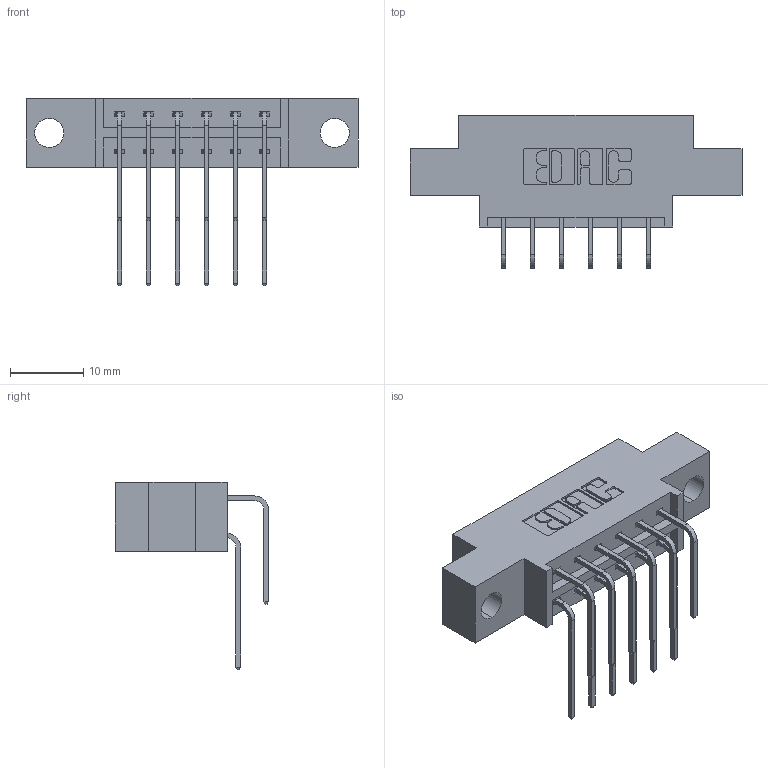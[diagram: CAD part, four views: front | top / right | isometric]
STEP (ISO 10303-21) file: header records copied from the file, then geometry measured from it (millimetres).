
FILE_DESCRIPTION (( 'STEP AP203' ), '1' );
FILE_NAME ('833-012-559-804.STEP', '2020-05-30T23:12:41', ( '' ), ( '' ), 'SwSTEP 2.0', 'SolidWorks 2020', '' );
FILE_SCHEMA (( 'CONFIG_CONTROL_DESIGN' ));
Length unit declared in the file: inch
Products named in the file (4): 345-292-001_559 Tail - 2; 833-012-559-804; 833 Part_Offset - .156 Dia - TH; 345-292-001_558 559 Tail - 1
Assembly tree (13 placements, depth 2):
  833-012-559-804
    833 Part_Offset - .156 Dia - TH
    345-292-001_558 559 Tail - 1  x6
    345-292-001_559 Tail - 2  x6
Bounding box: 45.31 x 20.9 x 25.53 mm (x, y, z)
Volume: 4043.2 mm3; surface area: 4758.3 mm2
Topology: 13 solids, 13 shells, 766 faces, 2255 edges, 1486 vertices
Faces by surface type: plane 530, cylinder 236
Entity records: 10435 total; most frequent: CARTESIAN_POINT 1825, ORIENTED_EDGE 1710, DIRECTION 1603, EDGE_CURVE 855, VECTOR 687, LINE 687, VERTEX_POINT 566, AXIS2_PLACEMENT_3D 458
